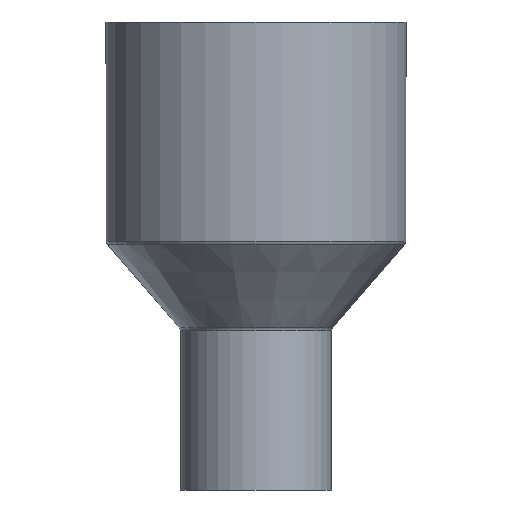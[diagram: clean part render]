
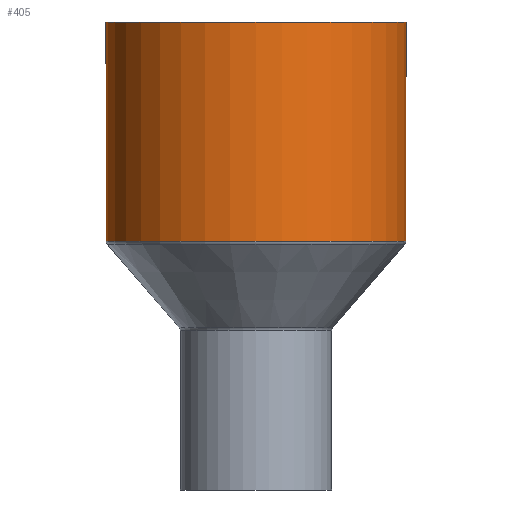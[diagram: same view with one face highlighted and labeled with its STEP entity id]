
A CAD part, front view. The second image highlights one B-rep face of the part: STEP entity #405.
In plain terms, the highlighted cylindrical face has radius 62.5 mm (diameter 125 mm), a partial arc.
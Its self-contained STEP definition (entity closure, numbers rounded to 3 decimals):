
#1 = DIRECTION ( 'NONE',  ( -1., 0., 0. ) ) ;
#19 = VECTOR ( 'NONE', #576, 1000. ) ;
#28 = AXIS2_PLACEMENT_3D ( 'NONE', #348, #147, #1 ) ;
#49 = LINE ( 'NONE', #136, #176 ) ;
#92 = DIRECTION ( 'NONE',  ( -1., 0., 0. ) ) ;
#122 = EDGE_LOOP ( 'NONE', ( #371, #246, #498, #404 ) ) ;
#124 = LINE ( 'NONE', #329, #19 ) ;
#136 = CARTESIAN_POINT ( 'NONE',  ( 62.5, 0., -16.533 ) ) ;
#147 = DIRECTION ( 'NONE',  ( 0., 0., -1. ) ) ;
#175 = DIRECTION ( 'NONE',  ( -1., 0., 0. ) ) ;
#176 = VECTOR ( 'NONE', #309, 1000. ) ;
#193 = CARTESIAN_POINT ( 'NONE',  ( -62.5, 0., 106.748 ) ) ;
#224 = CARTESIAN_POINT ( 'NONE',  ( -62.5, 0., 15.491 ) ) ;
#240 = VERTEX_POINT ( 'NONE', #440 ) ;
#241 = CYLINDRICAL_SURFACE ( 'NONE', #315, 62.5 ) ;
#246 = ORIENTED_EDGE ( 'NONE', *, *, #281, .T. ) ;
#252 = FACE_OUTER_BOUND ( 'NONE', #122, .T. ) ;
#271 = CARTESIAN_POINT ( 'NONE',  ( 0., 0., 106.748 ) ) ;
#273 = VERTEX_POINT ( 'NONE', #224 ) ;
#281 = EDGE_CURVE ( 'NONE', #610, #435, #283, .T. ) ;
#283 = CIRCLE ( 'NONE', #655, 62.5 ) ;
#309 = DIRECTION ( 'NONE',  ( 0., 0., -1. ) ) ;
#315 = AXIS2_PLACEMENT_3D ( 'NONE', #656, #653, #92 ) ;
#327 = EDGE_CURVE ( 'NONE', #435, #273, #124, .T. ) ;
#329 = CARTESIAN_POINT ( 'NONE',  ( -62.5, 0., -16.533 ) ) ;
#348 = CARTESIAN_POINT ( 'NONE',  ( 0., 0., 15.491 ) ) ;
#358 = EDGE_CURVE ( 'NONE', #240, #273, #464, .T. ) ;
#371 = ORIENTED_EDGE ( 'NONE', *, *, #497, .F. ) ;
#377 = CARTESIAN_POINT ( 'NONE',  ( 62.5, 0., 106.748 ) ) ;
#404 = ORIENTED_EDGE ( 'NONE', *, *, #358, .F. ) ;
#405 = ADVANCED_FACE ( 'NONE', ( #252 ), #241, .T. ) ;
#435 = VERTEX_POINT ( 'NONE', #193 ) ;
#440 = CARTESIAN_POINT ( 'NONE',  ( 62.5, 0., 15.491 ) ) ;
#464 = CIRCLE ( 'NONE', #28, 62.5 ) ;
#478 = DIRECTION ( 'NONE',  ( 0., 0., -1. ) ) ;
#497 = EDGE_CURVE ( 'NONE', #610, #240, #49, .T. ) ;
#498 = ORIENTED_EDGE ( 'NONE', *, *, #327, .T. ) ;
#576 = DIRECTION ( 'NONE',  ( 0., 0., -1. ) ) ;
#610 = VERTEX_POINT ( 'NONE', #377 ) ;
#653 = DIRECTION ( 'NONE',  ( 0., 0., -1. ) ) ;
#655 = AXIS2_PLACEMENT_3D ( 'NONE', #271, #478, #175 ) ;
#656 = CARTESIAN_POINT ( 'NONE',  ( 0., 0., -16.533 ) ) ;
